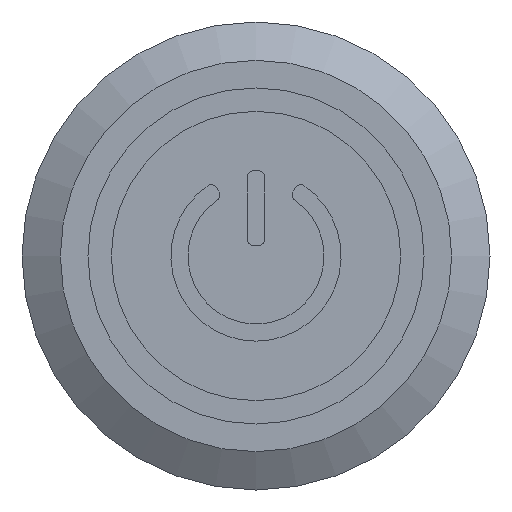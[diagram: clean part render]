
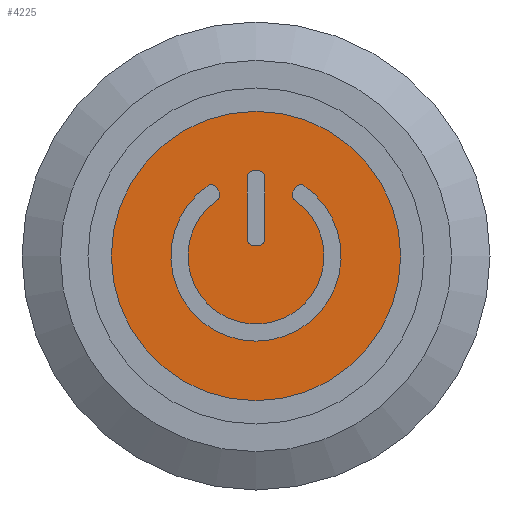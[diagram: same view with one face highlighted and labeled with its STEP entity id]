
A CAD part, left-side view. The second image highlights one B-rep face of the part: STEP entity #4225.
In plain terms, the highlighted face is planar.
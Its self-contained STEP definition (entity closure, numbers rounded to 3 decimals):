
#136=LINE('',#5698,#559);
#137=LINE('',#5706,#560);
#138=LINE('',#5717,#561);
#139=LINE('',#5721,#562);
#140=LINE('',#5725,#563);
#141=LINE('',#5728,#564);
#559=VECTOR('',#4651,10.);
#560=VECTOR('',#4658,10.);
#561=VECTOR('',#4669,10.);
#562=VECTOR('',#4672,10.);
#563=VECTOR('',#4675,10.);
#564=VECTOR('',#4678,10.);
#1028=FACE_BOUND('',#1513,.T.);
#1029=FACE_BOUND('',#1514,.T.);
#1254=FACE_OUTER_BOUND('',#1512,.T.);
#1512=EDGE_LOOP('',(#3825));
#1513=EDGE_LOOP('',(#3826,#3827,#3828,#3829,#3830,#3831,#3832,#3833));
#1514=EDGE_LOOP('',(#3834,#3835,#3836,#3837,#3838,#3839,#3840,#3841));
#1531=CIRCLE('',#4284,0.28);
#1532=CIRCLE('',#4285,4.);
#1533=CIRCLE('',#4286,0.28);
#1534=CIRCLE('',#4287,0.28);
#1535=CIRCLE('',#4288,3.2);
#1536=CIRCLE('',#4289,0.28);
#1537=CIRCLE('',#4291,0.28);
#1538=CIRCLE('',#4292,0.28);
#1539=CIRCLE('',#4293,0.28);
#1540=CIRCLE('',#4294,0.28);
#1562=CIRCLE('',#4377,6.8);
#1654=VERTEX_POINT('',#5696);
#1655=VERTEX_POINT('',#5697);
#1656=VERTEX_POINT('',#5699);
#1657=VERTEX_POINT('',#5701);
#1658=VERTEX_POINT('',#5703);
#1659=VERTEX_POINT('',#5705);
#1660=VERTEX_POINT('',#5707);
#1661=VERTEX_POINT('',#5709);
#1662=VERTEX_POINT('',#5713);
#1663=VERTEX_POINT('',#5714);
#1664=VERTEX_POINT('',#5716);
#1665=VERTEX_POINT('',#5718);
#1666=VERTEX_POINT('',#5720);
#1667=VERTEX_POINT('',#5722);
#1668=VERTEX_POINT('',#5724);
#1669=VERTEX_POINT('',#5726);
#1787=VERTEX_POINT('',#6079);
#2071=EDGE_CURVE('',#1654,#1655,#136,.T.);
#2072=EDGE_CURVE('',#1656,#1654,#1531,.T.);
#2073=EDGE_CURVE('',#1657,#1656,#1532,.T.);
#2074=EDGE_CURVE('',#1658,#1657,#1533,.T.);
#2075=EDGE_CURVE('',#1659,#1658,#137,.T.);
#2076=EDGE_CURVE('',#1660,#1659,#1534,.T.);
#2077=EDGE_CURVE('',#1661,#1660,#1535,.T.);
#2078=EDGE_CURVE('',#1655,#1661,#1536,.T.);
#2079=EDGE_CURVE('',#1662,#1663,#1537,.T.);
#2080=EDGE_CURVE('',#1664,#1662,#138,.T.);
#2081=EDGE_CURVE('',#1665,#1664,#1538,.T.);
#2082=EDGE_CURVE('',#1666,#1665,#139,.T.);
#2083=EDGE_CURVE('',#1667,#1666,#1539,.T.);
#2084=EDGE_CURVE('',#1668,#1667,#140,.T.);
#2085=EDGE_CURVE('',#1669,#1668,#1540,.T.);
#2086=EDGE_CURVE('',#1663,#1669,#141,.T.);
#2259=EDGE_CURVE('',#1787,#1787,#1562,.T.);
#3825=ORIENTED_EDGE('',*,*,#2259,.F.);
#3826=ORIENTED_EDGE('',*,*,#2073,.T.);
#3827=ORIENTED_EDGE('',*,*,#2072,.T.);
#3828=ORIENTED_EDGE('',*,*,#2071,.T.);
#3829=ORIENTED_EDGE('',*,*,#2078,.T.);
#3830=ORIENTED_EDGE('',*,*,#2077,.T.);
#3831=ORIENTED_EDGE('',*,*,#2076,.T.);
#3832=ORIENTED_EDGE('',*,*,#2075,.T.);
#3833=ORIENTED_EDGE('',*,*,#2074,.T.);
#3834=ORIENTED_EDGE('',*,*,#2081,.T.);
#3835=ORIENTED_EDGE('',*,*,#2080,.T.);
#3836=ORIENTED_EDGE('',*,*,#2079,.T.);
#3837=ORIENTED_EDGE('',*,*,#2086,.T.);
#3838=ORIENTED_EDGE('',*,*,#2085,.T.);
#3839=ORIENTED_EDGE('',*,*,#2084,.T.);
#3840=ORIENTED_EDGE('',*,*,#2083,.T.);
#3841=ORIENTED_EDGE('',*,*,#2082,.T.);
#4000=PLANE('',#4561);
#4225=ADVANCED_FACE('',(#1254,#1028,#1029),#4000,.F.);
#4284=AXIS2_PLACEMENT_3D('',#5700,#4652,#4653);
#4285=AXIS2_PLACEMENT_3D('',#5702,#4654,#4655);
#4286=AXIS2_PLACEMENT_3D('',#5704,#4656,#4657);
#4287=AXIS2_PLACEMENT_3D('',#5708,#4659,#4660);
#4288=AXIS2_PLACEMENT_3D('',#5710,#4661,#4662);
#4289=AXIS2_PLACEMENT_3D('',#5711,#4663,#4664);
#4291=AXIS2_PLACEMENT_3D('',#5715,#4667,#4668);
#4292=AXIS2_PLACEMENT_3D('',#5719,#4670,#4671);
#4293=AXIS2_PLACEMENT_3D('',#5723,#4673,#4674);
#4294=AXIS2_PLACEMENT_3D('',#5727,#4676,#4677);
#4377=AXIS2_PLACEMENT_3D('',#6080,#4994,#4995);
#4561=AXIS2_PLACEMENT_3D('',#7217,#5611,#5612);
#4651=DIRECTION('',(0.,-0.5,-0.866));
#4652=DIRECTION('center_axis',(1.,0.,0.));
#4653=DIRECTION('ref_axis',(0.,-0.866,0.5));
#4654=DIRECTION('center_axis',(1.,0.,0.));
#4655=DIRECTION('ref_axis',(0.,0.564,0.826));
#4656=DIRECTION('center_axis',(1.,0.,0.));
#4657=DIRECTION('ref_axis',(0.,-0.564,0.826));
#4658=DIRECTION('',(0.,-0.5,0.866));
#4659=DIRECTION('center_axis',(1.,0.,0.));
#4660=DIRECTION('ref_axis',(0.,0.866,0.5));
#4661=DIRECTION('center_axis',(-1.,0.,0.));
#4662=DIRECTION('ref_axis',(0.,-0.568,-0.823));
#4663=DIRECTION('center_axis',(1.,0.,0.));
#4664=DIRECTION('ref_axis',(0.,-0.568,-0.823));
#4667=DIRECTION('center_axis',(1.,0.,0.));
#4668=DIRECTION('ref_axis',(0.,-1.,0.));
#4669=DIRECTION('',(0.,-1.,0.));
#4670=DIRECTION('center_axis',(1.,0.,0.));
#4671=DIRECTION('ref_axis',(0.,0.,
1.));
#4672=DIRECTION('',(0.,0.,1.));
#4673=DIRECTION('center_axis',(1.,0.,0.));
#4674=DIRECTION('ref_axis',(0.,1.,0.));
#4675=DIRECTION('',(0.,1.,0.));
#4676=DIRECTION('center_axis',(1.,0.,0.));
#4677=DIRECTION('ref_axis',(0.,0.,
-1.));
#4678=DIRECTION('',(0.,0.,-1.));
#4994=DIRECTION('center_axis',(1.,0.,0.));
#4995=DIRECTION('ref_axis',(0.,0.,1.));
#5611=DIRECTION('center_axis',(1.,0.,0.));
#5612=DIRECTION('ref_axis',(0.,0.,1.));
#5696=CARTESIAN_POINT('',(-1.8,1.855,3.212));
#5697=CARTESIAN_POINT('',(-1.8,1.734,3.004));
#5698=CARTESIAN_POINT('',(-1.8,0.867,1.502));
#5699=CARTESIAN_POINT('',(-1.8,2.255,3.304));
#5700=CARTESIAN_POINT('Origin',(-1.8,2.097,3.072));
#5701=CARTESIAN_POINT('',(-1.8,-2.255,3.304));
#5702=CARTESIAN_POINT('Origin',(-1.8,0.,0.));
#5703=CARTESIAN_POINT('',(-1.8,-1.855,3.212));
#5704=CARTESIAN_POINT('Origin',(-1.8,-2.097,3.072));
#5705=CARTESIAN_POINT('',(-1.8,-1.734,3.004));
#5706=CARTESIAN_POINT('',(-1.8,-0.927,1.606));
#5707=CARTESIAN_POINT('',(-1.8,-1.818,2.634));
#5708=CARTESIAN_POINT('Origin',(-1.8,-1.977,2.864));
#5709=CARTESIAN_POINT('',(-1.8,1.818,2.634));
#5710=CARTESIAN_POINT('Origin',(-1.8,0.,0.));
#5711=CARTESIAN_POINT('Origin',(-1.8,1.977,2.864));
#5713=CARTESIAN_POINT('',(-1.8,-0.12,4.));
#5714=CARTESIAN_POINT('',(-1.8,-0.4,3.72));
#5715=CARTESIAN_POINT('Origin',(-1.8,-0.12,3.72));
#5716=CARTESIAN_POINT('',(-1.8,0.12,4.));
#5717=CARTESIAN_POINT('',(-1.8,-0.06,4.));
#5718=CARTESIAN_POINT('',(-1.8,0.4,3.72));
#5719=CARTESIAN_POINT('Origin',(-1.8,0.12,3.72));
#5720=CARTESIAN_POINT('',(-1.8,0.4,0.78));
#5721=CARTESIAN_POINT('',(-1.8,0.4,1.86));
#5722=CARTESIAN_POINT('',(-1.8,0.12,0.5));
#5723=CARTESIAN_POINT('Origin',(-1.8,0.12,0.78));
#5724=CARTESIAN_POINT('',(-1.8,-0.12,0.5));
#5725=CARTESIAN_POINT('',(-1.8,0.06,0.5));
#5726=CARTESIAN_POINT('',(-1.8,-0.4,0.78));
#5727=CARTESIAN_POINT('Origin',(-1.8,-0.12,0.78));
#5728=CARTESIAN_POINT('',(-1.8,-0.4,0.39));
#6079=CARTESIAN_POINT('',(-1.8,0.,-6.8));
#6080=CARTESIAN_POINT('Origin',(-1.8,0.,0.));
#7217=CARTESIAN_POINT('Origin',(-1.8,0.,0.));
